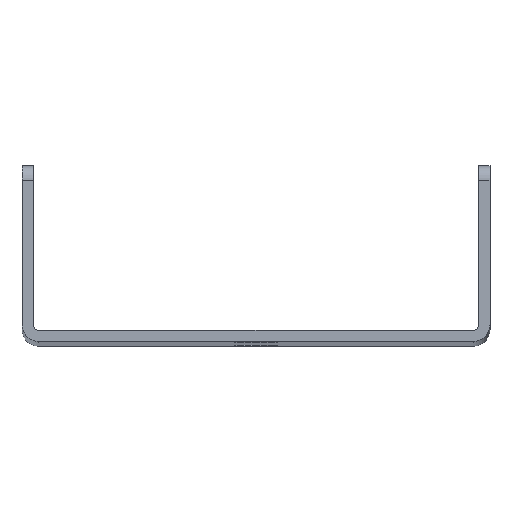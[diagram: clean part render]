
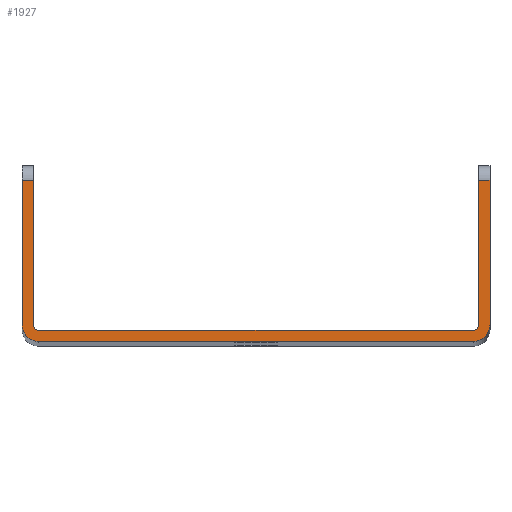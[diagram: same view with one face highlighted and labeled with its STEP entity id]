
A CAD part, top view. The second image highlights one B-rep face of the part: STEP entity #1927.
In plain terms, the highlighted planar face has unit normal (0, 0, 1).
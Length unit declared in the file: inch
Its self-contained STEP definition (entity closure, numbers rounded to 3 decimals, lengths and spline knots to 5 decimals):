
#126 = DIRECTION ( 'NONE',  ( 0., 1., 0. ) ) ;
#194 = VERTEX_POINT ( 'NONE', #3356 ) ;
#215 = VECTOR ( 'NONE', #4201, 39.37008 ) ;
#279 = CARTESIAN_POINT ( 'NONE',  ( 1.857, 0., 12.125 ) ) ;
#432 = VERTEX_POINT ( 'NONE', #1280 ) ;
#438 = EDGE_CURVE ( 'NONE', #2157, #3002, #1785, .T. ) ;
#475 = VERTEX_POINT ( 'NONE', #279 ) ;
#586 = LINE ( 'NONE', #2868, #4313 ) ;
#633 = ORIENTED_EDGE ( 'NONE', *, *, #1176, .F. ) ;
#711 = DIRECTION ( 'NONE',  ( 0., -1., 0. ) ) ;
#722 = VECTOR ( 'NONE', #1517, 39.37008 ) ;
#723 = CARTESIAN_POINT ( 'NONE',  ( 2., 1.5, 12.125 ) ) ;
#756 = VERTEX_POINT ( 'NONE', #2447 ) ;
#848 = CIRCLE ( 'NONE', #2843, 0.048 ) ;
#882 = DIRECTION ( 'NONE',  ( 0., 0., -1. ) ) ;
#1066 = VECTOR ( 'NONE', #126, 39.37008 ) ;
#1077 = ORIENTED_EDGE ( 'NONE', *, *, #3270, .F. ) ;
#1176 = EDGE_CURVE ( 'NONE', #3002, #3621, #2414, .T. ) ;
#1280 = CARTESIAN_POINT ( 'NONE',  ( 2., 0.143, 12.125 ) ) ;
#1336 = DIRECTION ( 'NONE',  ( -1., 0., 0. ) ) ;
#1464 = CARTESIAN_POINT ( 'NONE',  ( 1.857, 0.143, 12.125 ) ) ;
#1517 = DIRECTION ( 'NONE',  ( 0., 1., 0. ) ) ;
#1566 = VERTEX_POINT ( 'NONE', #2159 ) ;
#1569 = VERTEX_POINT ( 'NONE', #4189 ) ;
#1626 = EDGE_CURVE ( 'NONE', #194, #432, #3465, .T. ) ;
#1707 = VERTEX_POINT ( 'NONE', #3151 ) ;
#1785 = CIRCLE ( 'NONE', #2413, 0.143 ) ;
#1840 = CARTESIAN_POINT ( 'NONE',  ( 1.905, 0.143, 12.125 ) ) ;
#1927 = ADVANCED_FACE ( 'NONE', ( #3334 ), #2874, .F. ) ;
#2082 = CARTESIAN_POINT ( 'NONE',  ( -2., 0.095, 12.125 ) ) ;
#2111 = DIRECTION ( 'NONE',  ( 1., 0., 0. ) ) ;
#2114 = EDGE_CURVE ( 'NONE', #4627, #1707, #3018, .T. ) ;
#2157 = VERTEX_POINT ( 'NONE', #2492 ) ;
#2159 = CARTESIAN_POINT ( 'NONE',  ( -1.905, 0.143, 12.125 ) ) ;
#2237 = DIRECTION ( 'NONE',  ( 0., 0., 1. ) ) ;
#2320 = CARTESIAN_POINT ( 'NONE',  ( -2., 1.375, 12.125 ) ) ;
#2342 = VECTOR ( 'NONE', #711, 39.37008 ) ;
#2345 = CARTESIAN_POINT ( 'NONE',  ( -1.857, 0.095, 12.125 ) ) ;
#2413 = AXIS2_PLACEMENT_3D ( 'NONE', #4869, #882, #4440 ) ;
#2414 = LINE ( 'NONE', #4317, #722 ) ;
#2431 = LINE ( 'NONE', #3644, #1066 ) ;
#2447 = CARTESIAN_POINT ( 'NONE',  ( -1.905, 1.375, 12.125 ) ) ;
#2492 = CARTESIAN_POINT ( 'NONE',  ( -1.857, 0., 12.125 ) ) ;
#2592 = CIRCLE ( 'NONE', #4537, 0.143 ) ;
#2593 = CARTESIAN_POINT ( 'NONE',  ( -2., 1.375, 12.125 ) ) ;
#2687 = ORIENTED_EDGE ( 'NONE', *, *, #2926, .F. ) ;
#2724 = CIRCLE ( 'NONE', #4392, 0.048 ) ;
#2772 = VECTOR ( 'NONE', #3907, 39.37008 ) ;
#2843 = AXIS2_PLACEMENT_3D ( 'NONE', #4415, #4821, #3240 ) ;
#2847 = EDGE_CURVE ( 'NONE', #1566, #4627, #848, .T. ) ;
#2868 = CARTESIAN_POINT ( 'NONE',  ( -1.905, 1.5, 12.125 ) ) ;
#2874 = PLANE ( 'NONE',  #4399 ) ;
#2926 = EDGE_CURVE ( 'NONE', #432, #475, #2592, .T. ) ;
#3002 = VERTEX_POINT ( 'NONE', #3329 ) ;
#3018 = LINE ( 'NONE', #2082, #5010 ) ;
#3094 = LINE ( 'NONE', #3183, #2772 ) ;
#3112 = EDGE_CURVE ( 'NONE', #475, #2157, #5025, .T. ) ;
#3120 = EDGE_CURVE ( 'NONE', #1569, #194, #3094, .T. ) ;
#3151 = CARTESIAN_POINT ( 'NONE',  ( 1.857, 0.095, 12.125 ) ) ;
#3183 = CARTESIAN_POINT ( 'NONE',  ( -2., 1.375, 12.125 ) ) ;
#3191 = ORIENTED_EDGE ( 'NONE', *, *, #5024, .F. ) ;
#3193 = ORIENTED_EDGE ( 'NONE', *, *, #2114, .F. ) ;
#3226 = ORIENTED_EDGE ( 'NONE', *, *, #3120, .F. ) ;
#3240 = DIRECTION ( 'NONE',  ( -1., 0., 0. ) ) ;
#3255 = ORIENTED_EDGE ( 'NONE', *, *, #1626, .F. ) ;
#3270 = EDGE_CURVE ( 'NONE', #756, #1566, #586, .T. ) ;
#3285 = DIRECTION ( 'NONE',  ( 0., 0., -1. ) ) ;
#3314 = EDGE_LOOP ( 'NONE', ( #3191, #633, #3970, #3365, #2687, #3255, #3226, #3996, #3888, #3193, #4529, #1077 ) ) ;
#3329 = CARTESIAN_POINT ( 'NONE',  ( -2., 0.143, 12.125 ) ) ;
#3334 = FACE_OUTER_BOUND ( 'NONE', #3314, .T. ) ;
#3356 = CARTESIAN_POINT ( 'NONE',  ( 2., 1.375, 12.125 ) ) ;
#3365 = ORIENTED_EDGE ( 'NONE', *, *, #3112, .F. ) ;
#3367 = VECTOR ( 'NONE', #5007, 39.37008 ) ;
#3465 = LINE ( 'NONE', #723, #2342 ) ;
#3500 = VERTEX_POINT ( 'NONE', #1840 ) ;
#3621 = VERTEX_POINT ( 'NONE', #2320 ) ;
#3644 = CARTESIAN_POINT ( 'NONE',  ( 1.905, 1.5, 12.125 ) ) ;
#3673 = CARTESIAN_POINT ( 'NONE',  ( 1.857, 0.143, 12.125 ) ) ;
#3702 = CARTESIAN_POINT ( 'NONE',  ( -2., 1.5, 12.125 ) ) ;
#3725 = DIRECTION ( 'NONE',  ( 0., 0., -1. ) ) ;
#3743 = CARTESIAN_POINT ( 'NONE',  ( -2., 0., 12.125 ) ) ;
#3888 = ORIENTED_EDGE ( 'NONE', *, *, #4090, .F. ) ;
#3907 = DIRECTION ( 'NONE',  ( 1., 0., 0. ) ) ;
#3970 = ORIENTED_EDGE ( 'NONE', *, *, #438, .F. ) ;
#3996 = ORIENTED_EDGE ( 'NONE', *, *, #4918, .F. ) ;
#4090 = EDGE_CURVE ( 'NONE', #1707, #3500, #2724, .T. ) ;
#4189 = CARTESIAN_POINT ( 'NONE',  ( 1.905, 1.375, 12.125 ) ) ;
#4201 = DIRECTION ( 'NONE',  ( -1., 0., 0. ) ) ;
#4313 = VECTOR ( 'NONE', #4828, 39.37008 ) ;
#4317 = CARTESIAN_POINT ( 'NONE',  ( -2., 1.5, 12.125 ) ) ;
#4392 = AXIS2_PLACEMENT_3D ( 'NONE', #1464, #2237, #5018 ) ;
#4399 = AXIS2_PLACEMENT_3D ( 'NONE', #3702, #3725, #1336 ) ;
#4415 = CARTESIAN_POINT ( 'NONE',  ( -1.857, 0.143, 12.125 ) ) ;
#4440 = DIRECTION ( 'NONE',  ( -1., 0., 0. ) ) ;
#4529 = ORIENTED_EDGE ( 'NONE', *, *, #2847, .F. ) ;
#4537 = AXIS2_PLACEMENT_3D ( 'NONE', #3673, #3285, #4928 ) ;
#4627 = VERTEX_POINT ( 'NONE', #2345 ) ;
#4783 = LINE ( 'NONE', #2593, #3367 ) ;
#4821 = DIRECTION ( 'NONE',  ( 0., 0., 1. ) ) ;
#4828 = DIRECTION ( 'NONE',  ( 0., -1., 0. ) ) ;
#4869 = CARTESIAN_POINT ( 'NONE',  ( -1.857, 0.143, 12.125 ) ) ;
#4918 = EDGE_CURVE ( 'NONE', #3500, #1569, #2431, .T. ) ;
#4928 = DIRECTION ( 'NONE',  ( -1., 0., 0. ) ) ;
#5007 = DIRECTION ( 'NONE',  ( 1., 0., 0. ) ) ;
#5010 = VECTOR ( 'NONE', #2111, 39.37008 ) ;
#5018 = DIRECTION ( 'NONE',  ( -1., 0., 0. ) ) ;
#5024 = EDGE_CURVE ( 'NONE', #3621, #756, #4783, .T. ) ;
#5025 = LINE ( 'NONE', #3743, #215 ) ;
